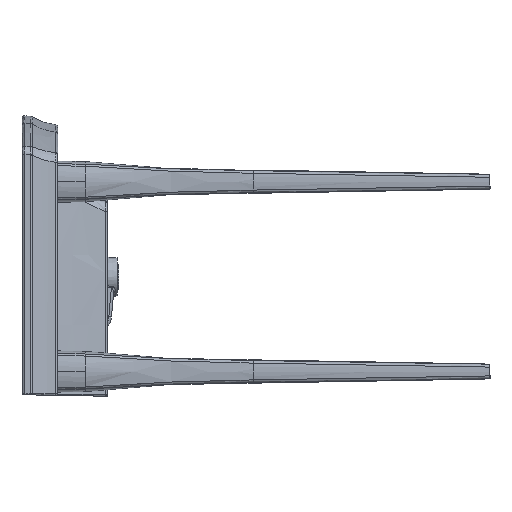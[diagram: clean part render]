
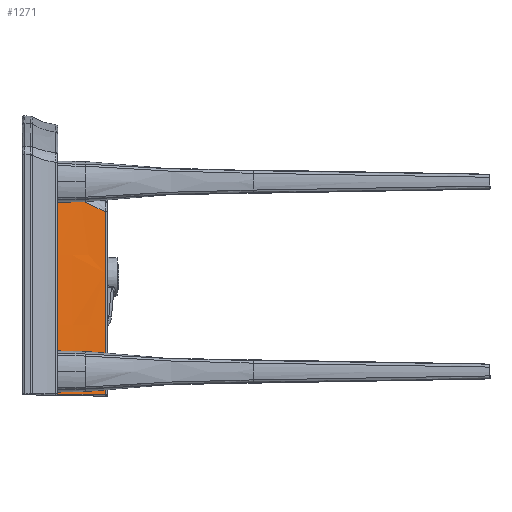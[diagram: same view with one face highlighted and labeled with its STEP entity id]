
A CAD part, left-side view. The second image highlights one B-rep face of the part: STEP entity #1271.
In plain terms, the highlighted free-form (B-spline) face has degree [3, 3] with [4, 4] control points.
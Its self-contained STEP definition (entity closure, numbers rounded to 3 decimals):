
#407=CIRCLE('',#11268,10036.766);
#408=CIRCLE('',#11269,10006.18);
#694=(
BOUNDED_SURFACE()
B_SPLINE_SURFACE(3,3,((#18796,#18797,#18798,#18799),(#18800,#18801,#18802,
#18803),(#18804,#18805,#18806,#18807),(#18808,#18809,#18810,#18811)),
 .UNSPECIFIED.,.F.,.F.,.F.)
B_SPLINE_SURFACE_WITH_KNOTS((4,4),(4,4),(0.,1.),(0.,1.),.UNSPECIFIED.)
GEOMETRIC_REPRESENTATION_ITEM()
RATIONAL_B_SPLINE_SURFACE(((1.,1.,1.,1.),
(1.,1.,1.,1.),(1.,1.,1.,
1.),(1.,1.,1.,1.)))
REPRESENTATION_ITEM('')
SURFACE()
);
#1271=ADVANCED_FACE('',(#2211),#694,.T.);
#2211=FACE_OUTER_BOUND('',#2950,.T.);
#2950=EDGE_LOOP('',(#4092,#4093,#4094,#4095));
#4092=ORIENTED_EDGE('',*,*,#8448,.T.);
#4093=ORIENTED_EDGE('',*,*,#8449,.T.);
#4094=ORIENTED_EDGE('',*,*,#8450,.T.);
#4095=ORIENTED_EDGE('',*,*,#8451,.T.);
#7334=VERTEX_POINT('',#18752);
#7335=VERTEX_POINT('',#18753);
#7336=VERTEX_POINT('',#18758);
#7337=VERTEX_POINT('',#18760);
#8448=EDGE_CURVE('',#7334,#7335,#407,.T.);
#8449=EDGE_CURVE('',#7335,#7336,#10142,.T.);
#8450=EDGE_CURVE('',#7336,#7337,#408,.T.);
#8451=EDGE_CURVE('',#7337,#7334,#10143,.T.);
#10142=B_SPLINE_CURVE_WITH_KNOTS('',3,(#18754,#18755,#18756,#18757),
 .UNSPECIFIED.,.F.,.F.,(4,4),(0.,1.),.UNSPECIFIED.);
#10143=B_SPLINE_CURVE_WITH_KNOTS('',3,(#18761,#18762,#18763,#18764,#18765,
#18766,#18767,#18768,#18769,#18770,#18771,#18772,#18773,#18774,#18775,#18776,
#18777,#18778,#18779,#18780,#18781,#18782,#18783,#18784,#18785,#18786,#18787,
#18788,#18789,#18790,#18791,#18792,#18793,#18794,#18795),.UNSPECIFIED.,
 .F.,.F.,(4,2,2,2,2,1,2,2,2,2,1,1,2,2,2,2,2,2,4),(0.,0.125,
0.25,0.375,0.391,0.406,
0.438,0.5,0.516,0.523,
0.531,0.563,0.625,0.75,
0.875,0.906,0.922,0.938,
1.),.UNSPECIFIED.);
#11268=AXIS2_PLACEMENT_3D('',#18751,#11761,#11762);
#11269=AXIS2_PLACEMENT_3D('',#18759,#11763,#11764);
#11761=DIRECTION('',(0.,-1.,0.));
#11762=DIRECTION('',(0.,0.,1.));
#11763=DIRECTION('',(0.,1.,0.));
#11764=DIRECTION('',(0.,0.,1.));
#18751=CARTESIAN_POINT('',(9723.469,87.075,-40.));
#18752=CARTESIAN_POINT('',(-311.177,87.071,166.208));
#18753=CARTESIAN_POINT('',(-311.81,87.075,-212.815));
#18754=CARTESIAN_POINT('',(-311.81,87.075,-212.815));
#18755=CARTESIAN_POINT('',(-299.088,58.595,-213.312));
#18756=CARTESIAN_POINT('',(-288.631,29.103,-213.833));
#18757=CARTESIAN_POINT('',(-281.192,-1.191,-214.366));
#18758=CARTESIAN_POINT('',(-281.192,-1.191,-214.366));
#18759=CARTESIAN_POINT('',(9723.469,-1.191,-40.));
#18760=CARTESIAN_POINT('',(-281.46,-1.191,118.28));
#18761=CARTESIAN_POINT('',(-281.46,-1.191,118.28));
#18762=CARTESIAN_POINT('',(-282.357,2.589,120.13));
#18763=CARTESIAN_POINT('',(-283.3,6.349,121.959));
#18764=CARTESIAN_POINT('',(-285.273,13.831,125.578));
#18765=CARTESIAN_POINT('',(-286.294,17.523,127.353));
#18766=CARTESIAN_POINT('',(-288.459,25.005,130.932));
#18767=CARTESIAN_POINT('',(-289.586,28.734,132.71));
#18768=CARTESIAN_POINT('',(-290.902,32.915,134.696));
#18769=CARTESIAN_POINT('',(-291.02,33.289,134.874));
#18770=CARTESIAN_POINT('',(-291.288,34.131,135.279));
#18771=CARTESIAN_POINT('',(-291.697,35.416,135.902));
#18772=CARTESIAN_POINT('',(-292.134,36.768,136.569));
#18773=CARTESIAN_POINT('',(-293.045,39.56,137.964));
#18774=CARTESIAN_POINT('',(-293.702,41.54,138.973));
#18775=CARTESIAN_POINT('',(-294.591,44.161,140.335));
#18776=CARTESIAN_POINT('',(-294.772,44.692,140.612));
#18777=CARTESIAN_POINT('',(-295.049,45.5,141.035));
#18778=CARTESIAN_POINT('',(-295.121,45.71,141.145));
#18779=CARTESIAN_POINT('',(-295.283,46.18,141.393));
#18780=CARTESIAN_POINT('',(-295.688,47.353,142.012));
#18781=CARTESIAN_POINT('',(-296.748,50.392,143.634));
#18782=CARTESIAN_POINT('',(-297.741,53.168,145.159));
#18783=CARTESIAN_POINT('',(-299.748,58.683,148.243));
#18784=CARTESIAN_POINT('',(-301.111,62.309,150.347));
#18785=CARTESIAN_POINT('',(-303.88,69.46,154.649));
#18786=CARTESIAN_POINT('',(-305.294,73.006,156.861));
#18787=CARTESIAN_POINT('',(-307.083,77.369,159.684));
#18788=CARTESIAN_POINT('',(-307.441,78.239,160.251));
#18789=CARTESIAN_POINT('',(-307.981,79.537,161.107));
#18790=CARTESIAN_POINT('',(-308.127,79.888,161.339));
#18791=CARTESIAN_POINT('',(-308.462,80.689,161.872));
#18792=CARTESIAN_POINT('',(-308.633,81.099,162.145));
#18793=CARTESIAN_POINT('',(-309.512,83.189,163.546));
#18794=CARTESIAN_POINT('',(-310.247,84.918,164.724));
#18795=CARTESIAN_POINT('',(-311.177,87.071,166.208));
#18796=CARTESIAN_POINT('',(-311.733,87.075,-217.185));
#18797=CARTESIAN_POINT('',(-314.003,87.075,-88.629));
#18798=CARTESIAN_POINT('',(-313.803,87.075,39.946));
#18799=CARTESIAN_POINT('',(-311.132,87.075,168.495));
#18800=CARTESIAN_POINT('',(-299.032,58.612,-216.961));
#18801=CARTESIAN_POINT('',(-301.299,58.612,-88.568));
#18802=CARTESIAN_POINT('',(-301.099,58.612,39.845));
#18803=CARTESIAN_POINT('',(-298.431,58.612,168.231));
#18804=CARTESIAN_POINT('',(-288.56,29.025,-216.776));
#18805=CARTESIAN_POINT('',(-290.825,29.025,-88.517));
#18806=CARTESIAN_POINT('',(-290.625,29.025,39.762));
#18807=CARTESIAN_POINT('',(-287.96,29.025,168.013));
#18808=CARTESIAN_POINT('',(-281.152,-1.191,-216.645));
#18809=CARTESIAN_POINT('',(-283.415,-1.191,-88.481));
#18810=CARTESIAN_POINT('',(-283.215,-1.191,39.703));
#18811=CARTESIAN_POINT('',(-280.552,-1.191,167.859));
